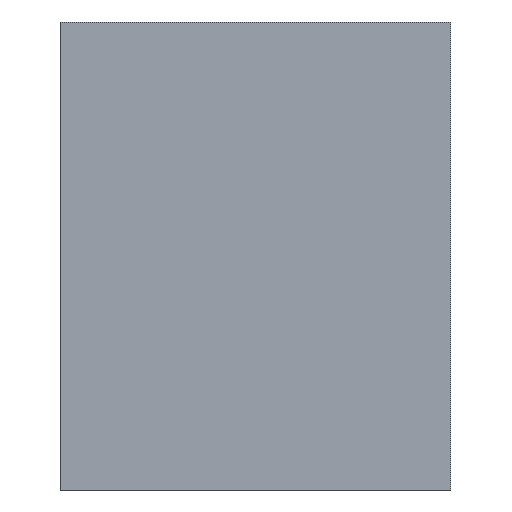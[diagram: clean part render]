
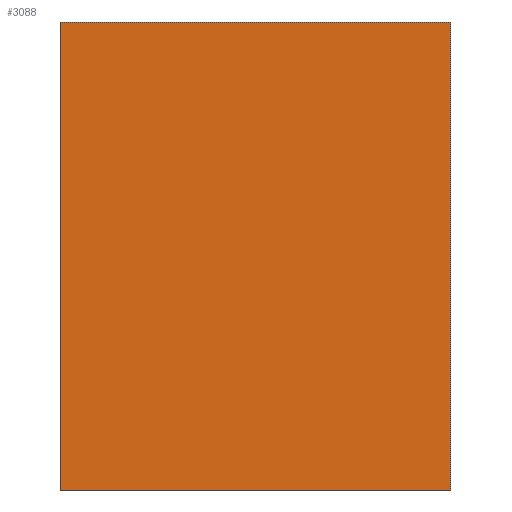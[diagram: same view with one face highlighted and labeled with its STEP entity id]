
A CAD part, front view. The second image highlights one B-rep face of the part: STEP entity #3088.
In plain terms, the highlighted planar face has unit normal (0, -1, 0).
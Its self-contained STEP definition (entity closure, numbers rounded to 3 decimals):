
#248=ORIENTED_EDGE('',*,*,#711,.F.);
#249=ORIENTED_EDGE('',*,*,#756,.F.);
#250=ORIENTED_EDGE('',*,*,#812,.F.);
#251=ORIENTED_EDGE('',*,*,#854,.F.);
#711=EDGE_CURVE('',#1042,#1043,#1261,.T.);
#756=EDGE_CURVE('',#1085,#1042,#1306,.T.);
#812=EDGE_CURVE('',#1133,#1085,#1362,.T.);
#854=EDGE_CURVE('',#1043,#1133,#1404,.T.);
#1042=VERTEX_POINT('',#3923);
#1043=VERTEX_POINT('',#3925);
#1085=VERTEX_POINT('',#4013);
#1133=VERTEX_POINT('',#4125);
#1261=LINE('',#3924,#1592);
#1306=LINE('',#4014,#1637);
#1362=LINE('',#4126,#1693);
#1404=LINE('',#4202,#1735);
#1592=VECTOR('',#3332,1000.);
#1637=VECTOR('',#3381,1000.);
#1693=VECTOR('',#3453,1000.);
#1735=VECTOR('',#3515,1000.);
#1924=EDGE_LOOP('',(#248,#249,#250,#251));
#2042=FACE_BOUND('',#1924,.T.);
#2158=PLANE('',#3209);
#3088=ADVANCED_FACE('',(#2042),#2158,.F.);
#3209=AXIS2_PLACEMENT_3D('',#4234,#3544,#3545);
#3332=DIRECTION('',(0.,0.,-1.));
#3381=DIRECTION('',(1.,0.,0.));
#3453=DIRECTION('',(0.,0.,1.));
#3515=DIRECTION('',(-1.,0.,0.));
#3544=DIRECTION('',(0.,1.,0.));
#3545=DIRECTION('',(0.,0.,1.));
#3923=CARTESIAN_POINT('',(2.5,-20.,3.));
#3924=CARTESIAN_POINT('',(2.5,-20.,3.));
#3925=CARTESIAN_POINT('',(2.5,-20.,-3.));
#4013=CARTESIAN_POINT('',(-2.5,-20.,3.));
#4014=CARTESIAN_POINT('',(-2.5,-20.,3.));
#4125=CARTESIAN_POINT('',(-2.5,-20.,-3.));
#4126=CARTESIAN_POINT('',(-2.5,-20.,-3.));
#4202=CARTESIAN_POINT('',(2.5,-20.,-3.));
#4234=CARTESIAN_POINT('',(0.,-20.,0.));
